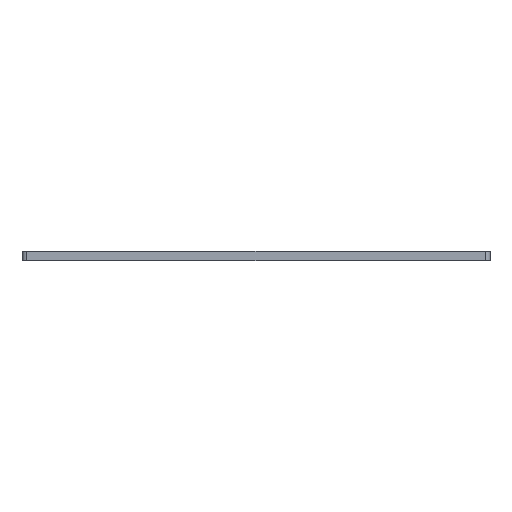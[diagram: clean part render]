
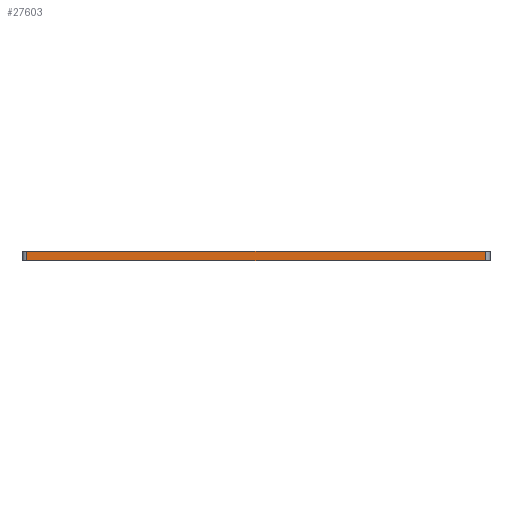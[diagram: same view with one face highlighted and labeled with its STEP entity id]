
A CAD part, left-side view. The second image highlights one B-rep face of the part: STEP entity #27603.
In plain terms, the highlighted planar face has unit normal (-1, 0, 0).
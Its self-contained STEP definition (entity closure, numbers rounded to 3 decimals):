
#90 = PLANE('',#91);
#91 = AXIS2_PLACEMENT_3D('',#92,#93,#94);
#92 = CARTESIAN_POINT('',(156.766,-99.219,1.6));
#93 = DIRECTION('',(-0.,-0.,-1.));
#94 = DIRECTION('',(-1.,0.,0.));
#118 = CYLINDRICAL_SURFACE('',#119,0.794);
#119 = AXIS2_PLACEMENT_3D('',#120,#121,#122);
#120 = CARTESIAN_POINT('',(26.988,-136.525,0.));
#121 = DIRECTION('',(-0.,-0.,-1.));
#122 = DIRECTION('',(1.,0.,-0.));
#144 = PLANE('',#145);
#145 = AXIS2_PLACEMENT_3D('',#146,#147,#148);
#146 = CARTESIAN_POINT('',(156.766,-99.219,0.));
#147 = DIRECTION('',(-0.,-0.,-1.));
#148 = DIRECTION('',(-1.,0.,0.));
#245 = EDGE_CURVE('',#246,#248,#250,.T.);
#246 = VERTEX_POINT('',#247);
#247 = CARTESIAN_POINT('',(26.194,-136.525,0.));
#248 = VERTEX_POINT('',#249);
#249 = CARTESIAN_POINT('',(26.194,-136.525,1.6));
#250 = SURFACE_CURVE('',#251,(#255,#262),.PCURVE_S1.);
#251 = LINE('',#252,#253);
#252 = CARTESIAN_POINT('',(26.194,-136.525,0.));
#253 = VECTOR('',#254,1.);
#254 = DIRECTION('',(0.,0.,1.));
#255 = PCURVE('',#118,#256);
#256 = DEFINITIONAL_REPRESENTATION('',(#257),#261);
#257 = LINE('',#258,#259);
#258 = CARTESIAN_POINT('',(-3.142,0.));
#259 = VECTOR('',#260,1.);
#260 = DIRECTION('',(-0.,-1.));
#261 = ( GEOMETRIC_REPRESENTATION_CONTEXT(2) 
PARAMETRIC_REPRESENTATION_CONTEXT() REPRESENTATION_CONTEXT('2D SPACE',''
  ) );
#262 = PCURVE('',#263,#268);
#263 = PLANE('',#264);
#264 = AXIS2_PLACEMENT_3D('',#265,#266,#267);
#265 = CARTESIAN_POINT('',(26.194,-136.525,0.));
#266 = DIRECTION('',(-1.,0.,0.));
#267 = DIRECTION('',(0.,1.,0.));
#268 = DEFINITIONAL_REPRESENTATION('',(#269),#273);
#269 = LINE('',#270,#271);
#270 = CARTESIAN_POINT('',(0.,0.));
#271 = VECTOR('',#272,1.);
#272 = DIRECTION('',(0.,-1.));
#273 = ( GEOMETRIC_REPRESENTATION_CONTEXT(2) 
PARAMETRIC_REPRESENTATION_CONTEXT() REPRESENTATION_CONTEXT('2D SPACE',''
  ) );
#333 = EDGE_CURVE('',#246,#334,#336,.T.);
#334 = VERTEX_POINT('',#335);
#335 = CARTESIAN_POINT('',(26.194,-61.913,0.));
#336 = SURFACE_CURVE('',#337,(#341,#348),.PCURVE_S1.);
#337 = LINE('',#338,#339);
#338 = CARTESIAN_POINT('',(26.194,-136.525,0.));
#339 = VECTOR('',#340,1.);
#340 = DIRECTION('',(0.,1.,0.));
#341 = PCURVE('',#144,#342);
#342 = DEFINITIONAL_REPRESENTATION('',(#343),#347);
#343 = LINE('',#344,#345);
#344 = CARTESIAN_POINT('',(130.571,-37.306));
#345 = VECTOR('',#346,1.);
#346 = DIRECTION('',(0.,1.));
#347 = ( GEOMETRIC_REPRESENTATION_CONTEXT(2) 
PARAMETRIC_REPRESENTATION_CONTEXT() REPRESENTATION_CONTEXT('2D SPACE',''
  ) );
#348 = PCURVE('',#263,#349);
#349 = DEFINITIONAL_REPRESENTATION('',(#350),#354);
#350 = LINE('',#351,#352);
#351 = CARTESIAN_POINT('',(0.,0.));
#352 = VECTOR('',#353,1.);
#353 = DIRECTION('',(1.,0.));
#354 = ( GEOMETRIC_REPRESENTATION_CONTEXT(2) 
PARAMETRIC_REPRESENTATION_CONTEXT() REPRESENTATION_CONTEXT('2D SPACE',''
  ) );
#377 = CYLINDRICAL_SURFACE('',#378,0.794);
#378 = AXIS2_PLACEMENT_3D('',#379,#380,#381);
#379 = CARTESIAN_POINT('',(26.988,-61.913,0.));
#380 = DIRECTION('',(-0.,-0.,-1.));
#381 = DIRECTION('',(1.,0.,-0.));
#15005 = EDGE_CURVE('',#248,#15006,#15008,.T.);
#15006 = VERTEX_POINT('',#15007);
#15007 = CARTESIAN_POINT('',(26.194,-61.913,1.6));
#15008 = SURFACE_CURVE('',#15009,(#15013,#15020),.PCURVE_S1.);
#15009 = LINE('',#15010,#15011);
#15010 = CARTESIAN_POINT('',(26.194,-136.525,1.6));
#15011 = VECTOR('',#15012,1.);
#15012 = DIRECTION('',(0.,1.,0.));
#15013 = PCURVE('',#90,#15014);
#15014 = DEFINITIONAL_REPRESENTATION('',(#15015),#15019);
#15015 = LINE('',#15016,#15017);
#15016 = CARTESIAN_POINT('',(130.571,-37.306));
#15017 = VECTOR('',#15018,1.);
#15018 = DIRECTION('',(0.,1.));
#15019 = ( GEOMETRIC_REPRESENTATION_CONTEXT(2) 
PARAMETRIC_REPRESENTATION_CONTEXT() REPRESENTATION_CONTEXT('2D SPACE',''
  ) );
#15020 = PCURVE('',#263,#15021);
#15021 = DEFINITIONAL_REPRESENTATION('',(#15022),#15026);
#15022 = LINE('',#15023,#15024);
#15023 = CARTESIAN_POINT('',(0.,-1.6));
#15024 = VECTOR('',#15025,1.);
#15025 = DIRECTION('',(1.,0.));
#15026 = ( GEOMETRIC_REPRESENTATION_CONTEXT(2) 
PARAMETRIC_REPRESENTATION_CONTEXT() REPRESENTATION_CONTEXT('2D SPACE',''
  ) );
#27603 = ADVANCED_FACE('',(#27604),#263,.T.);
#27604 = FACE_BOUND('',#27605,.T.);
#27605 = EDGE_LOOP('',(#27606,#27607,#27608,#27629));
#27606 = ORIENTED_EDGE('',*,*,#245,.T.);
#27607 = ORIENTED_EDGE('',*,*,#15005,.T.);
#27608 = ORIENTED_EDGE('',*,*,#27609,.F.);
#27609 = EDGE_CURVE('',#334,#15006,#27610,.T.);
#27610 = SURFACE_CURVE('',#27611,(#27615,#27622),.PCURVE_S1.);
#27611 = LINE('',#27612,#27613);
#27612 = CARTESIAN_POINT('',(26.194,-61.913,0.));
#27613 = VECTOR('',#27614,1.);
#27614 = DIRECTION('',(0.,0.,1.));
#27615 = PCURVE('',#263,#27616);
#27616 = DEFINITIONAL_REPRESENTATION('',(#27617),#27621);
#27617 = LINE('',#27618,#27619);
#27618 = CARTESIAN_POINT('',(74.613,0.));
#27619 = VECTOR('',#27620,1.);
#27620 = DIRECTION('',(0.,-1.));
#27621 = ( GEOMETRIC_REPRESENTATION_CONTEXT(2) 
PARAMETRIC_REPRESENTATION_CONTEXT() REPRESENTATION_CONTEXT('2D SPACE',''
  ) );
#27622 = PCURVE('',#377,#27623);
#27623 = DEFINITIONAL_REPRESENTATION('',(#27624),#27628);
#27624 = LINE('',#27625,#27626);
#27625 = CARTESIAN_POINT('',(-3.142,0.));
#27626 = VECTOR('',#27627,1.);
#27627 = DIRECTION('',(-0.,-1.));
#27628 = ( GEOMETRIC_REPRESENTATION_CONTEXT(2) 
PARAMETRIC_REPRESENTATION_CONTEXT() REPRESENTATION_CONTEXT('2D SPACE',''
  ) );
#27629 = ORIENTED_EDGE('',*,*,#333,.F.);
